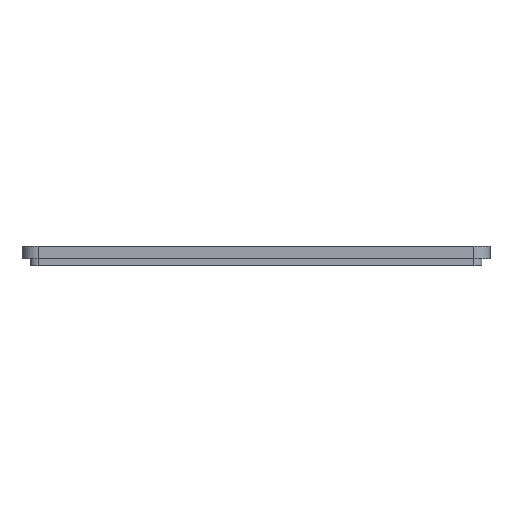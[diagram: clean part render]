
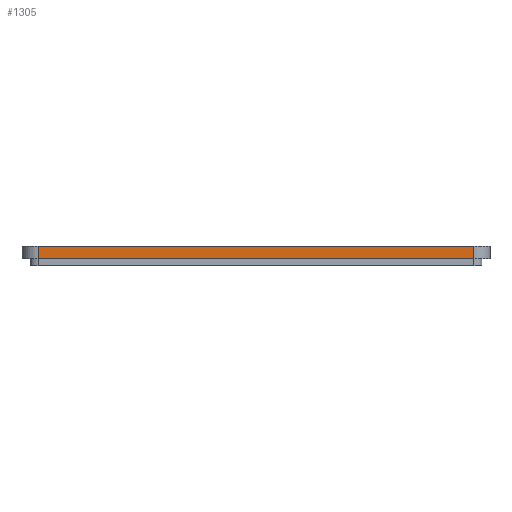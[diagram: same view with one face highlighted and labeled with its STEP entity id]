
A CAD part, front view. The second image highlights one B-rep face of the part: STEP entity #1305.
In plain terms, the highlighted planar face has unit normal (0, -1, 0).
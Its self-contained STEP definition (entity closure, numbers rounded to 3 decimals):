
#130 = VERTEX_POINT('',#131);
#131 = CARTESIAN_POINT('',(-37.95,-3.35,5.1));
#138 = EDGE_CURVE('',#139,#130,#141,.T.);
#139 = VERTEX_POINT('',#140);
#140 = CARTESIAN_POINT('',(30.05,-3.35,5.1));
#141 = LINE('',#142,#143);
#142 = CARTESIAN_POINT('',(13.827,-3.35,5.1));
#143 = VECTOR('',#144,1.);
#144 = DIRECTION('',(-1.,0.,0.));
#726 = VERTEX_POINT('',#727);
#727 = CARTESIAN_POINT('',(-37.95,-3.35,7.));
#734 = EDGE_CURVE('',#735,#726,#737,.T.);
#735 = VERTEX_POINT('',#736);
#736 = CARTESIAN_POINT('',(30.05,-3.35,7.));
#737 = LINE('',#738,#739);
#738 = CARTESIAN_POINT('',(30.05,-3.35,7.));
#739 = VECTOR('',#740,1.);
#740 = DIRECTION('',(-1.,0.,0.));
#1293 = EDGE_CURVE('',#139,#735,#1294,.T.);
#1294 = LINE('',#1295,#1296);
#1295 = CARTESIAN_POINT('',(30.05,-3.35,4.));
#1296 = VECTOR('',#1297,1.);
#1297 = DIRECTION('',(0.,0.,1.));
#1305 = ADVANCED_FACE('',(#1306),#1317,.T.);
#1306 = FACE_BOUND('',#1307,.T.);
#1307 = EDGE_LOOP('',(#1308,#1309,#1310,#1311));
#1308 = ORIENTED_EDGE('',*,*,#138,.F.);
#1309 = ORIENTED_EDGE('',*,*,#1293,.T.);
#1310 = ORIENTED_EDGE('',*,*,#734,.T.);
#1311 = ORIENTED_EDGE('',*,*,#1312,.F.);
#1312 = EDGE_CURVE('',#130,#726,#1313,.T.);
#1313 = LINE('',#1314,#1315);
#1314 = CARTESIAN_POINT('',(-37.95,-3.35,4.));
#1315 = VECTOR('',#1316,1.);
#1316 = DIRECTION('',(0.,0.,1.));
#1317 = PLANE('',#1318);
#1318 = AXIS2_PLACEMENT_3D('',#1319,#1320,#1321);
#1319 = CARTESIAN_POINT('',(30.05,-3.35,4.));
#1320 = DIRECTION('',(0.,-1.,0.));
#1321 = DIRECTION('',(-1.,0.,0.));
